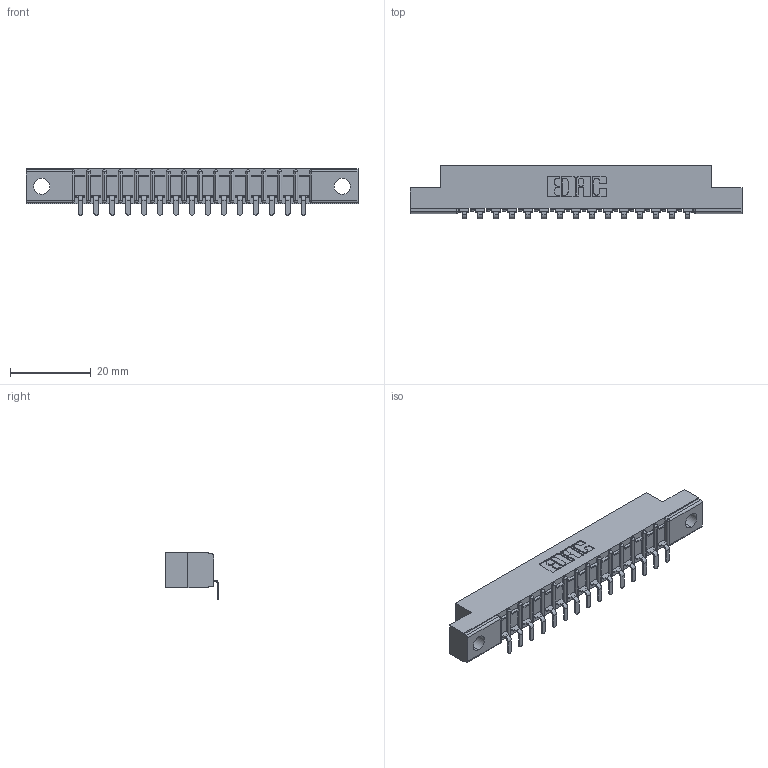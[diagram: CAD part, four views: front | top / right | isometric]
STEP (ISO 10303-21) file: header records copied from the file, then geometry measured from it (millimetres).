
FILE_DESCRIPTION (( 'STEP AP203' ), '1' );
FILE_NAME ('307-015-553-102.STEP', '2018-08-03T02:27:30', ( '' ), ( '' ), 'SwSTEP 2.0', 'SolidWorks 2016', '' );
FILE_SCHEMA (( 'CONFIG_CONTROL_DESIGN' ));
Length unit declared in the file: inch
Products named in the file (3): 307 Part_.128 Dia Mounting Holes; 307-290-002_553; 307-015-553-102
Assembly tree (16 placements, depth 2):
  307-015-553-102
    307 Part_.128 Dia Mounting Holes
    307-290-002_553  x15
Bounding box: 82.45 x 13.32 x 11.51 mm (x, y, z)
Volume: 5351.5 mm3; surface area: 9197 mm2
Topology: 16 solids, 16 shells, 1304 faces, 3983 edges, 2610 vertices
Faces by surface type: plane 775, cylinder 497, sphere 32
Entity records: 17044 total; most frequent: CARTESIAN_POINT 2872, ORIENTED_EDGE 2862, DIRECTION 2803, EDGE_CURVE 1431, LINE 1081, VECTOR 1081, VERTEX_POINT 930, AXIS2_PLACEMENT_3D 861
